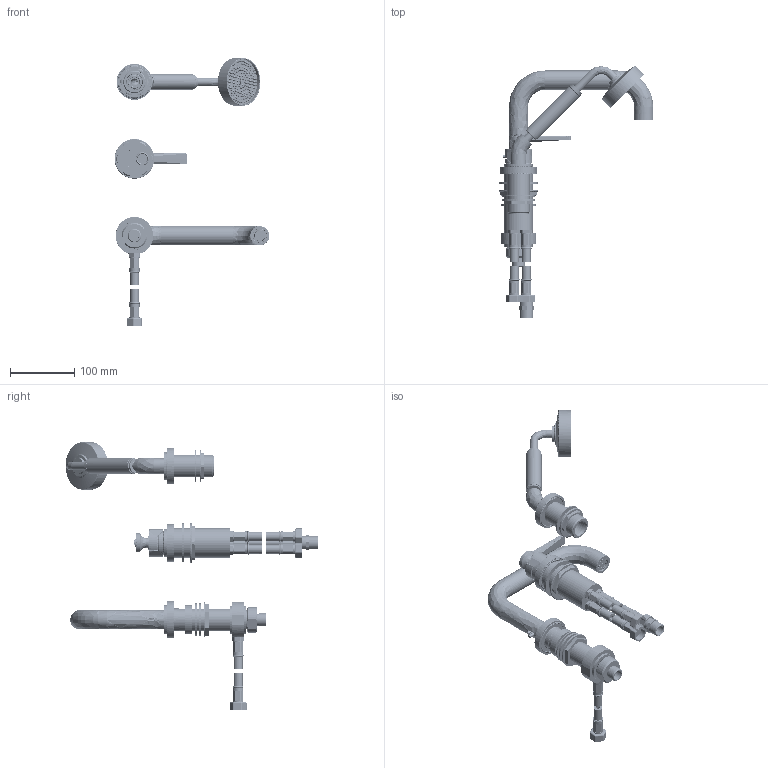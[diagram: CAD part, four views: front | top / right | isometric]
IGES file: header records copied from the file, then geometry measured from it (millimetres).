
Global section: file name: V7K39-1LF; native system: Autodesk Inventor 2018; preprocessor: unknown; author: rclarke; date: 20171016.152709; units: millimetre
Bounding box: 241.48 x 394.38 x 417.5 mm (x, y, z)
Volume: 760074.5 mm3; surface area: 395336.7 mm2
Topology: 68 solids, 78 shells, 3901 faces, 10134 edges, 6919 vertices
Faces by surface type: bspline 3901
